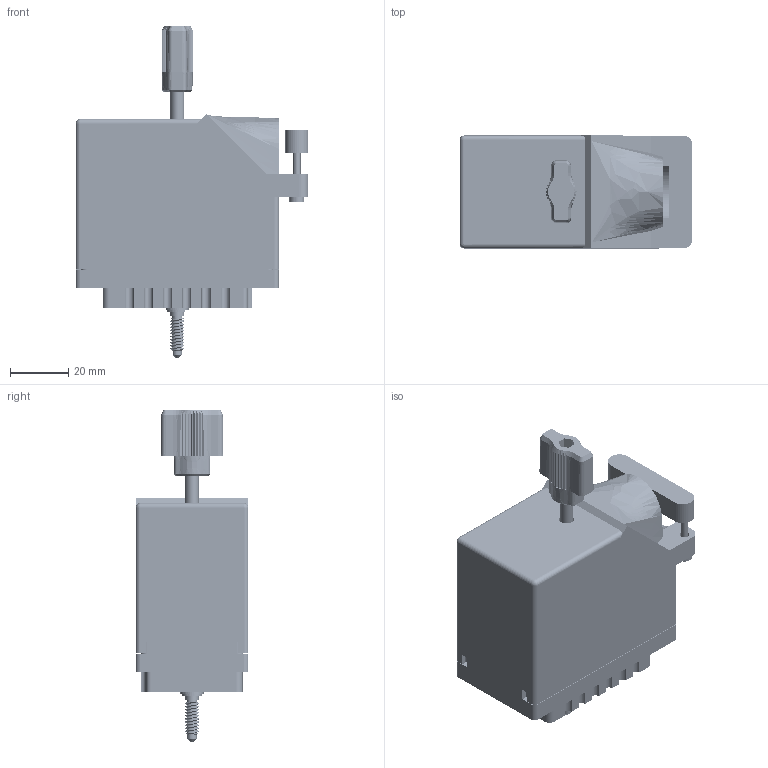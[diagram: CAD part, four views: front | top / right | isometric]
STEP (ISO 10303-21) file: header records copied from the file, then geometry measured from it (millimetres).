
FILE_DESCRIPTION (( 'STEP AP203' ), '1' );
FILE_NAME ('516-120-501-225.STEP', '2020-09-08T18:56:47', ( '' ), ( '' ), 'SwSTEP 2.0', 'SolidWorks 2020', '' );
FILE_SCHEMA (( 'CONFIG_CONTROL_DESIGN' ));
Length unit declared in the file: inch
Products named in the file (11): 516-254-091-109; Actuating Screw Assy 090-120; 516 Part Receptacle_120; 516-292-001_501 Contact; 516-120-501-225; 516-253-190-107; 516-251-095-100; 516-230-001_Plastic - 120 Side Entry; Grub Screw; 516-253-095-100; 516-250-091-111
Assembly tree (130 placements, depth 3):
  516-120-501-225
    516 Part Receptacle_120
    516-292-001_501 Contact  x120
    516-230-001_Plastic - 120 Side Entry
    Actuating Screw Assy 090-120
      516-251-095-100
      516-254-091-109
      516-253-095-100  x2
      516-253-190-107
      516-250-091-111
      Grub Screw
Bounding box: 80.14 x 38.86 x 114.34 mm (x, y, z)
Volume: 57276.8 mm3; surface area: 91988.2 mm2
Topology: 129 solids, 129 shells, 11500 faces, 33311 edges, 22096 vertices
Faces by surface type: plane 6860, cylinder 3836, bspline 740, cone 62, sphere 2
Entity records: 109424 total; most frequent: CARTESIAN_POINT 24945, ORIENTED_EDGE 17090, DIRECTION 16566, EDGE_CURVE 8545, LINE 6122, VECTOR 6122, VERTEX_POINT 5666, AXIS2_PLACEMENT_3D 5222
